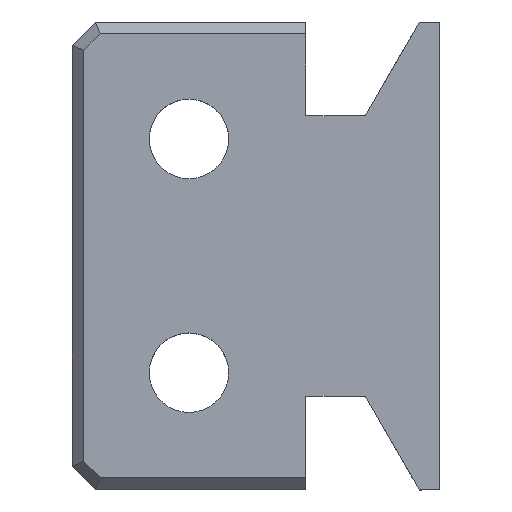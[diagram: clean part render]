
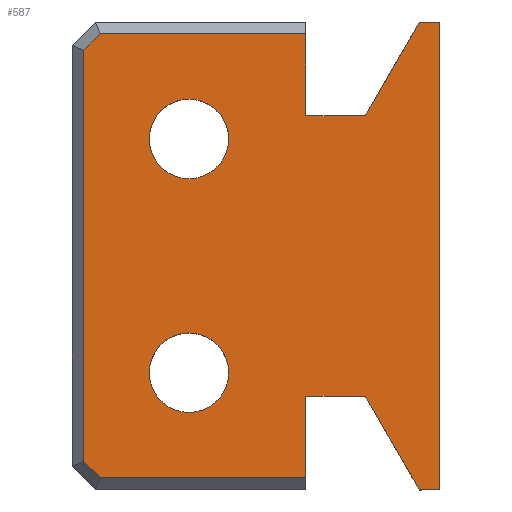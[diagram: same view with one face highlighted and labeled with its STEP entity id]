
A CAD part, top view. The second image highlights one B-rep face of the part: STEP entity #587.
In plain terms, the highlighted planar face has unit normal (0, 0, 1).
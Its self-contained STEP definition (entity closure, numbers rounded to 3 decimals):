
#19=FACE_BOUND('',#106,.T.);
#20=FACE_BOUND('',#107,.T.);
#39=PLANE('',#637);
#69=FACE_OUTER_BOUND('',#105,.T.);
#105=EDGE_LOOP('',(#491,#492,#493,#494,#495,#496,#497,#498,#499,#500,#501,
#502,#503,#504));
#106=EDGE_LOOP('',(#505));
#107=EDGE_LOOP('',(#506));
#125=CIRCLE('',#638,1.7);
#126=CIRCLE('',#639,1.7);
#137=LINE('',#838,#209);
#141=LINE('',#845,#213);
#144=LINE('',#851,#216);
#147=LINE('',#856,#219);
#150=LINE('',#863,#222);
#154=LINE('',#870,#226);
#156=LINE('',#873,#228);
#161=LINE('',#884,#233);
#162=LINE('',#887,#234);
#167=LINE('',#898,#239);
#171=LINE('',#906,#243);
#174=LINE('',#911,#246);
#176=LINE('',#915,#248);
#180=LINE('',#921,#252);
#209=VECTOR('',#681,10.);
#213=VECTOR('',#687,10.);
#216=VECTOR('',#692,10.);
#219=VECTOR('',#697,10.);
#222=VECTOR('',#702,10.);
#226=VECTOR('',#708,10.);
#228=VECTOR('',#712,10.);
#233=VECTOR('',#721,10.);
#234=VECTOR('',#724,10.);
#239=VECTOR('',#731,10.);
#243=VECTOR('',#737,10.);
#246=VECTOR('',#742,10.);
#248=VECTOR('',#746,10.);
#252=VECTOR('',#752,10.);
#285=VERTEX_POINT('',#835);
#286=VERTEX_POINT('',#837);
#288=VERTEX_POINT('',#843);
#290=VERTEX_POINT('',#849);
#291=VERTEX_POINT('',#854);
#293=VERTEX_POINT('',#860);
#294=VERTEX_POINT('',#862);
#296=VERTEX_POINT('',#868);
#300=VERTEX_POINT('',#882);
#301=VERTEX_POINT('',#886);
#305=VERTEX_POINT('',#896);
#306=VERTEX_POINT('',#897);
#309=VERTEX_POINT('',#905);
#311=VERTEX_POINT('',#914);
#313=VERTEX_POINT('',#923);
#314=VERTEX_POINT('',#925);
#337=EDGE_CURVE('',#285,#286,#137,.T.);
#341=EDGE_CURVE('',#288,#285,#141,.T.);
#344=EDGE_CURVE('',#290,#288,#144,.T.);
#347=EDGE_CURVE('',#291,#290,#147,.T.);
#350=EDGE_CURVE('',#293,#294,#150,.T.);
#354=EDGE_CURVE('',#296,#293,#154,.T.);
#356=EDGE_CURVE('',#286,#296,#156,.T.);
#361=EDGE_CURVE('',#291,#300,#161,.T.);
#362=EDGE_CURVE('',#301,#294,#162,.T.);
#367=EDGE_CURVE('',#305,#306,#167,.T.);
#371=EDGE_CURVE('',#309,#301,#171,.T.);
#374=EDGE_CURVE('',#306,#309,#174,.T.);
#376=EDGE_CURVE('',#311,#305,#176,.T.);
#380=EDGE_CURVE('',#300,#311,#180,.T.);
#381=EDGE_CURVE('',#313,#313,#125,.T.);
#382=EDGE_CURVE('',#314,#314,#126,.T.);
#491=ORIENTED_EDGE('',*,*,#371,.T.);
#492=ORIENTED_EDGE('',*,*,#362,.T.);
#493=ORIENTED_EDGE('',*,*,#350,.F.);
#494=ORIENTED_EDGE('',*,*,#354,.F.);
#495=ORIENTED_EDGE('',*,*,#356,.F.);
#496=ORIENTED_EDGE('',*,*,#337,.F.);
#497=ORIENTED_EDGE('',*,*,#341,.F.);
#498=ORIENTED_EDGE('',*,*,#344,.F.);
#499=ORIENTED_EDGE('',*,*,#347,.F.);
#500=ORIENTED_EDGE('',*,*,#361,.T.);
#501=ORIENTED_EDGE('',*,*,#380,.T.);
#502=ORIENTED_EDGE('',*,*,#376,.T.);
#503=ORIENTED_EDGE('',*,*,#367,.T.);
#504=ORIENTED_EDGE('',*,*,#374,.T.);
#505=ORIENTED_EDGE('',*,*,#381,.T.);
#506=ORIENTED_EDGE('',*,*,#382,.T.);
#587=ADVANCED_FACE('',(#69,#19,#20),#39,.T.);
#637=AXIS2_PLACEMENT_3D('',#922,#753,#754);
#638=AXIS2_PLACEMENT_3D('',#924,#755,#756);
#639=AXIS2_PLACEMENT_3D('',#926,#757,#758);
#681=DIRECTION('',(0.,-1.,0.));
#687=DIRECTION('',(1.,0.,0.));
#692=DIRECTION('',(0.5,0.866,0.));
#697=DIRECTION('',(1.,0.,0.));
#702=DIRECTION('',(-1.,0.,0.));
#708=DIRECTION('',(-0.5,0.866,0.));
#712=DIRECTION('',(-1.,0.,0.));
#721=DIRECTION('',(0.,1.,0.));
#724=DIRECTION('',(0.,1.,0.));
#731=DIRECTION('',(0.,-1.,0.));
#737=DIRECTION('',(1.,0.,0.));
#742=DIRECTION('',(0.707,-0.707,0.));
#746=DIRECTION('',(-0.707,-0.707,0.));
#752=DIRECTION('',(-1.,0.,0.));
#753=DIRECTION('center_axis',(0.,0.,1.));
#754=DIRECTION('ref_axis',(1.,0.,0.));
#755=DIRECTION('center_axis',(0.,0.,-1.));
#756=DIRECTION('ref_axis',(1.,0.,0.));
#757=DIRECTION('center_axis',(0.,0.,-1.));
#758=DIRECTION('ref_axis',(1.,0.,0.));
#835=CARTESIAN_POINT('',(8.734,29.5,-0.5));
#837=CARTESIAN_POINT('',(8.734,9.5,-0.5));
#838=CARTESIAN_POINT('',(8.734,29.5,-0.5));
#843=CARTESIAN_POINT('',(7.853,29.5,-0.5));
#845=CARTESIAN_POINT('',(7.853,29.5,-0.5));
#849=CARTESIAN_POINT('',(5.543,25.5,-0.5));
#851=CARTESIAN_POINT('',(5.543,25.5,-0.5));
#854=CARTESIAN_POINT('',(3.,25.5,-0.5));
#856=CARTESIAN_POINT('',(3.075,25.5,-0.5));
#860=CARTESIAN_POINT('',(5.543,13.5,-0.5));
#862=CARTESIAN_POINT('',(3.,13.5,-0.5));
#863=CARTESIAN_POINT('',(5.543,13.5,-0.5));
#868=CARTESIAN_POINT('',(7.853,9.5,-0.5));
#870=CARTESIAN_POINT('',(7.853,9.5,-0.5));
#873=CARTESIAN_POINT('',(8.734,9.5,-0.5));
#882=CARTESIAN_POINT('',(3.,29.,-0.5));
#884=CARTESIAN_POINT('',(3.,32.75,-0.5));
#886=CARTESIAN_POINT('',(3.,10.,-0.5));
#887=CARTESIAN_POINT('',(3.,32.75,-0.5));
#896=CARTESIAN_POINT('',(-6.5,28.293,-0.5));
#897=CARTESIAN_POINT('',(-6.5,10.707,-0.5));
#898=CARTESIAN_POINT('',(-6.5,24.5,-0.5));
#905=CARTESIAN_POINT('',(-5.793,10.,-0.5));
#906=CARTESIAN_POINT('',(-4.5,10.,-0.5));
#911=CARTESIAN_POINT('',(-7.396,11.604,-0.5));
#914=CARTESIAN_POINT('',(-5.793,29.,-0.5));
#915=CARTESIAN_POINT('',(-7.396,27.396,-0.5));
#921=CARTESIAN_POINT('',(0.5,29.,-0.5));
#922=CARTESIAN_POINT('Origin',(-2.,19.5,-0.5));
#923=CARTESIAN_POINT('',(-3.7,14.5,-0.5));
#924=CARTESIAN_POINT('Origin',(-2.,14.5,-0.5));
#925=CARTESIAN_POINT('',(-3.7,24.5,-0.5));
#926=CARTESIAN_POINT('Origin',(-2.,24.5,-0.5));
